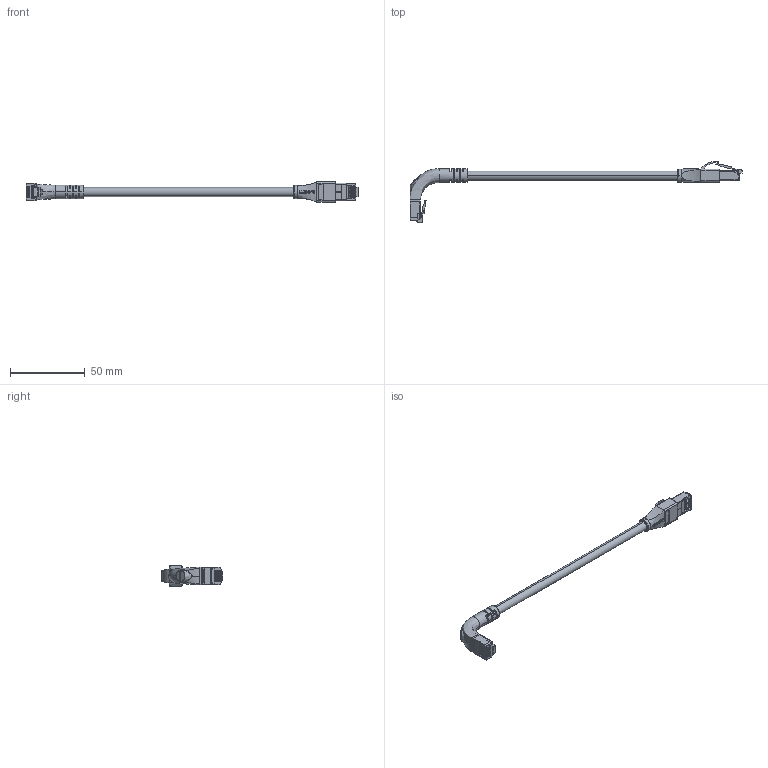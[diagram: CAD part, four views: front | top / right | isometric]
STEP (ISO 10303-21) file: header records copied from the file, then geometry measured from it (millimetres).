
FILE_DESCRIPTION (( 'STEP AP214' ), '1' );
FILE_NAME ('TRD695SZRA1.STEP', '2020-02-05T15:34:12', ( '' ), ( '' ), 'SwSTEP 2.0', 'SolidWorks 2018', '' );
FILE_SCHEMA (( 'AUTOMOTIVE_DESIGN' ));
Length unit declared in the file: inch
Products named in the file (20): 1AD03-013_crimped; TDS8PC5-MA3; 1AD03-036-MA2___; 1AD03-013-MA4_crimped strain relief; 1AG01-036; 1AG01-037; 1AD03-013-MA1; RA_RJ45_Version 2_DOWN; RA-RJ45-MA2_6" long; 1AD03-013_1AY01-034 Assy_New Logo (entry size not shown); 1AY01-034_NEW LOGO, entry size not shown; 1AD03-013-MA2; MTN-441_with Global Connectivity logo; 1AD03-036-MA1___; 1AD03-036-MA4_long pin; TRD695SZRA1; 1AD03-036_Contacts dimension=6.02mm; 1AD03-013-MA3; 1AD03-036-MA3___; 1AD03-036-MA4_short pin
Assembly tree (32 placements, depth 4):
  TRD695SZRA1
    RA-RJ45-MA2_6" long
    RA_RJ45_Version 2_DOWN
      1AG01-036
      1AD03-036_Contacts dimension=6.02mm
        1AD03-036-MA2___
        1AD03-036-MA1___
        1AD03-036-MA4_short pin  x6
        1AD03-036-MA4_long pin  x2
        1AD03-036-MA3___
      1AG01-037
      MTN-441_with Global Connectivity logo
    1AD03-013_1AY01-034 Assy_New Logo (entry size not shown)
      1AD03-013_crimped
        1AD03-013-MA3
        1AD03-013-MA2
        1AD03-013-MA1
        1AD03-013-MA4_crimped strain relief
        TDS8PC5-MA3  x8
      1AY01-034_NEW LOGO, entry size not shown
Bounding box: 222.3 x 40.99 x 13.67 mm (x, y, z)
Volume: 5789.2 mm3; surface area: 16717.2 mm2
Topology: 28 solids, 28 shells, 1676 faces, 4708 edges, 3034 vertices
Faces by surface type: plane 1207, cylinder 312, bspline 114, sphere 20, torus 17, cone 6
Entity records: 50187 total; most frequent: CARTESIAN_POINT 13517, ORIENTED_EDGE 7672, DIRECTION 6518, EDGE_CURVE 3836, LINE 2756, VECTOR 2756, VERTEX_POINT 2463, AXIS2_PLACEMENT_3D 1881
